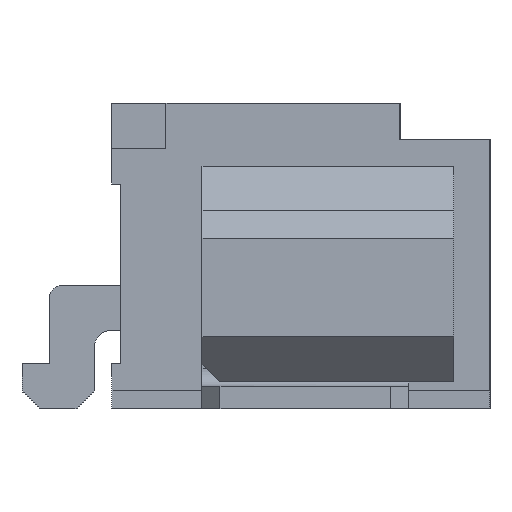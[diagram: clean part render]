
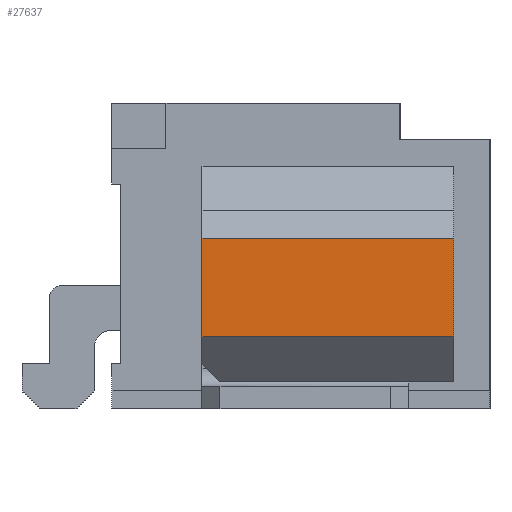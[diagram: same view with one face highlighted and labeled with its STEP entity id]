
A CAD part, left-side view. The second image highlights one B-rep face of the part: STEP entity #27637.
In plain terms, the highlighted planar face has unit normal (-1, 0, 0).
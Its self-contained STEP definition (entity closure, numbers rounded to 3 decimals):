
#2844 = PLANE('',#2845);
#2845 = AXIS2_PLACEMENT_3D('',#2846,#2847,#2848);
#2846 = CARTESIAN_POINT('',(9.,1.1,0.));
#2847 = DIRECTION('',(0.,1.,0.));
#2848 = DIRECTION('',(-1.,0.,0.));
#2900 = PLANE('',#2901);
#2901 = AXIS2_PLACEMENT_3D('',#2902,#2903,#2904);
#2902 = CARTESIAN_POINT('',(9.,-1.7,0.));
#2903 = DIRECTION('',(0.,1.,0.));
#2904 = DIRECTION('',(-1.,0.,0.));
#11244 = VERTEX_POINT('',#11245);
#11245 = CARTESIAN_POINT('',(-10.5,1.1,1.9));
#11259 = PLANE('',#11260);
#11260 = AXIS2_PLACEMENT_3D('',#11261,#11262,#11263);
#11261 = CARTESIAN_POINT('',(-10.5,-1.7,1.9));
#11262 = DIRECTION('',(-0.707,0.,0.707));
#11263 = DIRECTION('',(0.707,0.,0.707));
#11271 = EDGE_CURVE('',#11272,#11244,#11274,.T.);
#11272 = VERTEX_POINT('',#11273);
#11273 = CARTESIAN_POINT('',(-10.5,1.1,0.8));
#11274 = SURFACE_CURVE('',#11275,(#11279,#11286),.PCURVE_S1.);
#11275 = LINE('',#11276,#11277);
#11276 = CARTESIAN_POINT('',(-10.5,1.1,0.8));
#11277 = VECTOR('',#11278,1.);
#11278 = DIRECTION('',(0.,0.,1.));
#11279 = PCURVE('',#2844,#11280);
#11280 = DEFINITIONAL_REPRESENTATION('',(#11281),#11285);
#11281 = LINE('',#11282,#11283);
#11282 = CARTESIAN_POINT('',(19.5,0.8));
#11283 = VECTOR('',#11284,1.);
#11284 = DIRECTION('',(0.,1.));
#11285 = ( GEOMETRIC_REPRESENTATION_CONTEXT(2) 
PARAMETRIC_REPRESENTATION_CONTEXT() REPRESENTATION_CONTEXT('2D SPACE',''
  ) );
#11286 = PCURVE('',#11287,#11292);
#11287 = PLANE('',#11288);
#11288 = AXIS2_PLACEMENT_3D('',#11289,#11290,#11291);
#11289 = CARTESIAN_POINT('',(-10.5,-1.7,0.8));
#11290 = DIRECTION('',(-1.,0.,0.));
#11291 = DIRECTION('',(0.,0.,1.));
#11292 = DEFINITIONAL_REPRESENTATION('',(#11293),#11297);
#11293 = LINE('',#11294,#11295);
#11294 = CARTESIAN_POINT('',(0.,2.8));
#11295 = VECTOR('',#11296,1.);
#11296 = DIRECTION('',(1.,0.));
#11297 = ( GEOMETRIC_REPRESENTATION_CONTEXT(2) 
PARAMETRIC_REPRESENTATION_CONTEXT() REPRESENTATION_CONTEXT('2D SPACE',''
  ) );
#11313 = PLANE('',#11314);
#11314 = AXIS2_PLACEMENT_3D('',#11315,#11316,#11317);
#11315 = CARTESIAN_POINT('',(-10.,-1.7,0.3));
#11316 = DIRECTION('',(-0.707,0.,-0.707));
#11317 = DIRECTION('',(-0.707,0.,0.707));
#11520 = VERTEX_POINT('',#11521);
#11521 = CARTESIAN_POINT('',(-10.5,-1.7,0.8));
#11542 = EDGE_CURVE('',#11520,#11543,#11545,.T.);
#11543 = VERTEX_POINT('',#11544);
#11544 = CARTESIAN_POINT('',(-10.5,-1.7,1.9));
#11545 = SURFACE_CURVE('',#11546,(#11550,#11557),.PCURVE_S1.);
#11546 = LINE('',#11547,#11548);
#11547 = CARTESIAN_POINT('',(-10.5,-1.7,0.8));
#11548 = VECTOR('',#11549,1.);
#11549 = DIRECTION('',(0.,0.,1.));
#11550 = PCURVE('',#2900,#11551);
#11551 = DEFINITIONAL_REPRESENTATION('',(#11552),#11556);
#11552 = LINE('',#11553,#11554);
#11553 = CARTESIAN_POINT('',(19.5,0.8));
#11554 = VECTOR('',#11555,1.);
#11555 = DIRECTION('',(0.,1.));
#11556 = ( GEOMETRIC_REPRESENTATION_CONTEXT(2) 
PARAMETRIC_REPRESENTATION_CONTEXT() REPRESENTATION_CONTEXT('2D SPACE',''
  ) );
#11557 = PCURVE('',#11287,#11558);
#11558 = DEFINITIONAL_REPRESENTATION('',(#11559),#11563);
#11559 = LINE('',#11560,#11561);
#11560 = CARTESIAN_POINT('',(0.,0.));
#11561 = VECTOR('',#11562,1.);
#11562 = DIRECTION('',(1.,0.));
#11563 = ( GEOMETRIC_REPRESENTATION_CONTEXT(2) 
PARAMETRIC_REPRESENTATION_CONTEXT() REPRESENTATION_CONTEXT('2D SPACE',''
  ) );
#27615 = EDGE_CURVE('',#11543,#11244,#27616,.T.);
#27616 = SURFACE_CURVE('',#27617,(#27621,#27628),.PCURVE_S1.);
#27617 = LINE('',#27618,#27619);
#27618 = CARTESIAN_POINT('',(-10.5,-1.7,1.9));
#27619 = VECTOR('',#27620,1.);
#27620 = DIRECTION('',(0.,1.,0.));
#27621 = PCURVE('',#11259,#27622);
#27622 = DEFINITIONAL_REPRESENTATION('',(#27623),#27627);
#27623 = LINE('',#27624,#27625);
#27624 = CARTESIAN_POINT('',(0.,0.));
#27625 = VECTOR('',#27626,1.);
#27626 = DIRECTION('',(0.,1.));
#27627 = ( GEOMETRIC_REPRESENTATION_CONTEXT(2) 
PARAMETRIC_REPRESENTATION_CONTEXT() REPRESENTATION_CONTEXT('2D SPACE',''
  ) );
#27628 = PCURVE('',#11287,#27629);
#27629 = DEFINITIONAL_REPRESENTATION('',(#27630),#27634);
#27630 = LINE('',#27631,#27632);
#27631 = CARTESIAN_POINT('',(1.1,0.));
#27632 = VECTOR('',#27633,1.);
#27633 = DIRECTION('',(0.,1.));
#27634 = ( GEOMETRIC_REPRESENTATION_CONTEXT(2) 
PARAMETRIC_REPRESENTATION_CONTEXT() REPRESENTATION_CONTEXT('2D SPACE',''
  ) );
#27637 = ADVANCED_FACE('',(#27638),#11287,.T.);
#27638 = FACE_BOUND('',#27639,.F.);
#27639 = EDGE_LOOP('',(#27640,#27641,#27662,#27663));
#27640 = ORIENTED_EDGE('',*,*,#11542,.F.);
#27641 = ORIENTED_EDGE('',*,*,#27642,.T.);
#27642 = EDGE_CURVE('',#11520,#11272,#27643,.T.);
#27643 = SURFACE_CURVE('',#27644,(#27648,#27655),.PCURVE_S1.);
#27644 = LINE('',#27645,#27646);
#27645 = CARTESIAN_POINT('',(-10.5,-1.7,0.8));
#27646 = VECTOR('',#27647,1.);
#27647 = DIRECTION('',(0.,1.,0.));
#27648 = PCURVE('',#11287,#27649);
#27649 = DEFINITIONAL_REPRESENTATION('',(#27650),#27654);
#27650 = LINE('',#27651,#27652);
#27651 = CARTESIAN_POINT('',(0.,0.));
#27652 = VECTOR('',#27653,1.);
#27653 = DIRECTION('',(0.,1.));
#27654 = ( GEOMETRIC_REPRESENTATION_CONTEXT(2) 
PARAMETRIC_REPRESENTATION_CONTEXT() REPRESENTATION_CONTEXT('2D SPACE',''
  ) );
#27655 = PCURVE('',#11313,#27656);
#27656 = DEFINITIONAL_REPRESENTATION('',(#27657),#27661);
#27657 = LINE('',#27658,#27659);
#27658 = CARTESIAN_POINT('',(0.707,0.));
#27659 = VECTOR('',#27660,1.);
#27660 = DIRECTION('',(0.,1.));
#27661 = ( GEOMETRIC_REPRESENTATION_CONTEXT(2) 
PARAMETRIC_REPRESENTATION_CONTEXT() REPRESENTATION_CONTEXT('2D SPACE',''
  ) );
#27662 = ORIENTED_EDGE('',*,*,#11271,.T.);
#27663 = ORIENTED_EDGE('',*,*,#27615,.F.);
